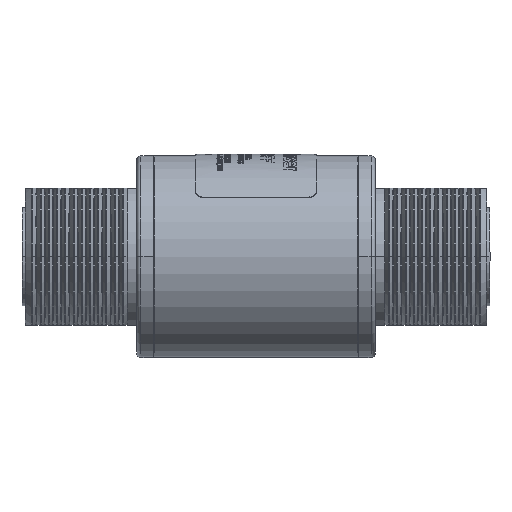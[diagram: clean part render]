
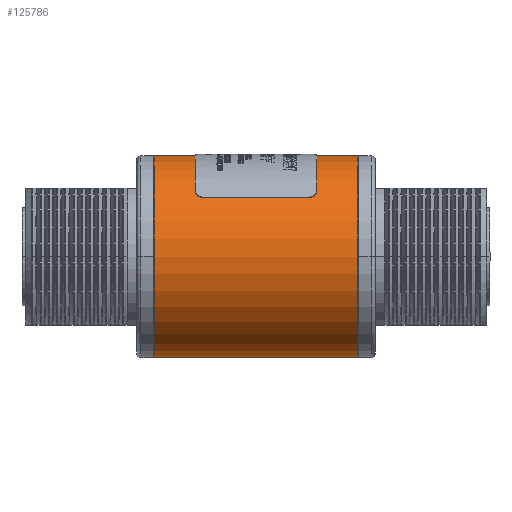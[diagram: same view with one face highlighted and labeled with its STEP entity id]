
A CAD part, front view. The second image highlights one B-rep face of the part: STEP entity #125786.
In plain terms, the highlighted cylindrical face has radius 18.415 mm (diameter 36.83 mm), a partial arc.
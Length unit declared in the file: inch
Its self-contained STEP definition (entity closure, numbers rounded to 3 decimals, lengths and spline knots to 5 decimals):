
#5954 = VERTEX_POINT ( 'NONE', #21256 ) ;
#9200 = CIRCLE ( 'NONE', #26098, 0.725 ) ;
#10189 = VECTOR ( 'NONE', #103070, 39.37008 ) ;
#11413 = AXIS2_PLACEMENT_3D ( 'NONE', #107771, #117768, #115776 ) ;
#19280 = LINE ( 'NONE', #120212, #75498 ) ;
#21256 = CARTESIAN_POINT ( 'NONE',  ( 0., 0., -0.725 ) ) ;
#21605 = CARTESIAN_POINT ( 'NONE',  ( 1.46, 0., 0.725 ) ) ;
#21950 = CARTESIAN_POINT ( 'NONE',  ( 0., 0., 0. ) ) ;
#26098 = AXIS2_PLACEMENT_3D ( 'NONE', #84463, #74578, #114850 ) ;
#31223 = DIRECTION ( 'NONE',  ( 1., 0., 0. ) ) ;
#38578 = ORIENTED_EDGE ( 'NONE', *, *, #59049, .T. ) ;
#41036 = FACE_OUTER_BOUND ( 'NONE', #74857, .T. ) ;
#42456 = LINE ( 'NONE', #114979, #10189 ) ;
#45231 = CARTESIAN_POINT ( 'NONE',  ( 0., 0., 0.725 ) ) ;
#47809 = ORIENTED_EDGE ( 'NONE', *, *, #92492, .T. ) ;
#49826 = EDGE_CURVE ( 'NONE', #79051, #55574, #9200, .T. ) ;
#52215 = CYLINDRICAL_SURFACE ( 'NONE', #78673, 0.725 ) ;
#53617 = VERTEX_POINT ( 'NONE', #45231 ) ;
#55574 = VERTEX_POINT ( 'NONE', #96390 ) ;
#59049 = EDGE_CURVE ( 'NONE', #53617, #5954, #95622, .T. ) ;
#74578 = DIRECTION ( 'NONE',  ( 1., 0., 0. ) ) ;
#74857 = EDGE_LOOP ( 'NONE', ( #117784, #38578, #47809, #93465 ) ) ;
#75498 = VECTOR ( 'NONE', #100327, 39.37008 ) ;
#78673 = AXIS2_PLACEMENT_3D ( 'NONE', #21950, #31223, #80561 ) ;
#79051 = VERTEX_POINT ( 'NONE', #21605 ) ;
#80561 = DIRECTION ( 'NONE',  ( 0., 0., -1. ) ) ;
#84463 = CARTESIAN_POINT ( 'NONE',  ( 1.46, 0., 0. ) ) ;
#92492 = EDGE_CURVE ( 'NONE', #5954, #55574, #42456, .T. ) ;
#92645 = EDGE_CURVE ( 'NONE', #53617, #79051, #19280, .T. ) ;
#93465 = ORIENTED_EDGE ( 'NONE', *, *, #49826, .F. ) ;
#95622 = CIRCLE ( 'NONE', #11413, 0.725 ) ;
#96390 = CARTESIAN_POINT ( 'NONE',  ( 1.46, 0., -0.725 ) ) ;
#100327 = DIRECTION ( 'NONE',  ( 1., 0., 0. ) ) ;
#103070 = DIRECTION ( 'NONE',  ( 1., 0., 0. ) ) ;
#107771 = CARTESIAN_POINT ( 'NONE',  ( 0., 0., 0. ) ) ;
#114850 = DIRECTION ( 'NONE',  ( 0., 0., -1. ) ) ;
#114979 = CARTESIAN_POINT ( 'NONE',  ( 0., 0., -0.725 ) ) ;
#115776 = DIRECTION ( 'NONE',  ( 0., 0., -1. ) ) ;
#117768 = DIRECTION ( 'NONE',  ( 1., 0., 0. ) ) ;
#117784 = ORIENTED_EDGE ( 'NONE', *, *, #92645, .F. ) ;
#120212 = CARTESIAN_POINT ( 'NONE',  ( 0., 0., 0.725 ) ) ;
#125786 = ADVANCED_FACE ( 'NONE', ( #41036 ), #52215, .T. ) ;
